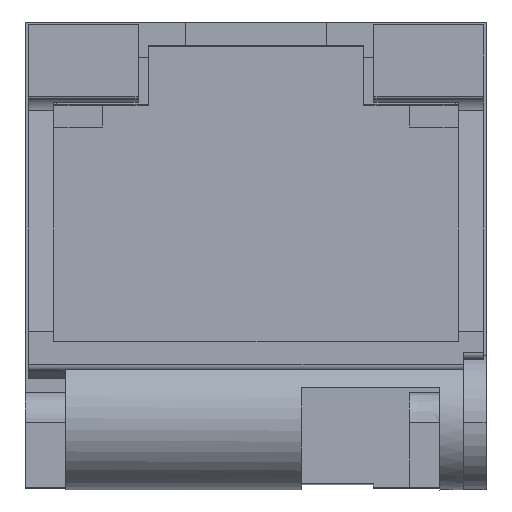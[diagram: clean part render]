
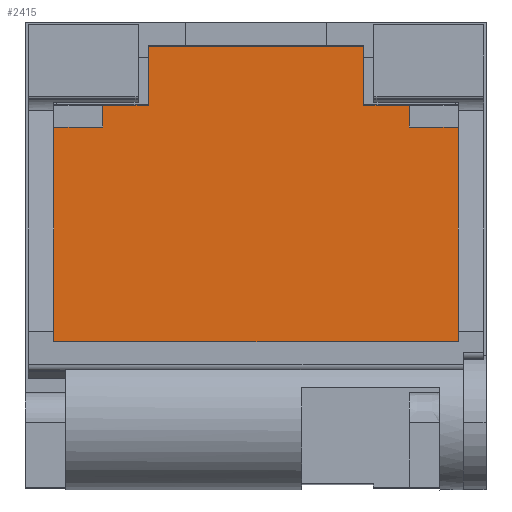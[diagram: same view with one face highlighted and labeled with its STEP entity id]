
A CAD part, top view. The second image highlights one B-rep face of the part: STEP entity #2415.
In plain terms, the highlighted planar face has unit normal (0, 0, 1).
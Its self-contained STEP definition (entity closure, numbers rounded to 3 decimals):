
#2375=AXIS2_PLACEMENT_3D('Plane Axis2P3D',#2372,#2373,#2374) ;
#1137=CARTESIAN_POINT('Line Origine',(3.65,12.225,53.838)) ;
#1141=CARTESIAN_POINT('Vertex',(3.65,13.1,53.838)) ;
#1143=CARTESIAN_POINT('Vertex',(3.65,11.35,53.838)) ;
#1273=CARTESIAN_POINT('Vertex',(2.3,11.35,53.838)) ;
#1276=CARTESIAN_POINT('Line Origine',(2.975,11.35,53.838)) ;
#1328=CARTESIAN_POINT('Vertex',(0.85,10.7,53.838)) ;
#1342=CARTESIAN_POINT('Vertex',(0.85,4.313,53.838)) ;
#1345=CARTESIAN_POINT('Line Origine',(0.85,7.507,53.838)) ;
#1369=CARTESIAN_POINT('Vertex',(12.85,4.313,53.838)) ;
#1372=CARTESIAN_POINT('Line Origine',(6.85,4.313,53.838)) ;
#1403=CARTESIAN_POINT('Vertex',(12.85,10.7,53.838)) ;
#1406=CARTESIAN_POINT('Line Origine',(12.85,7.507,53.838)) ;
#1432=CARTESIAN_POINT('Vertex',(11.4,11.35,53.838)) ;
#1472=CARTESIAN_POINT('Vertex',(10.05,11.35,53.838)) ;
#1475=CARTESIAN_POINT('Line Origine',(10.725,11.35,53.838)) ;
#1578=CARTESIAN_POINT('Vertex',(10.05,13.1,53.838)) ;
#1581=CARTESIAN_POINT('Line Origine',(10.05,12.225,53.838)) ;
#2354=CARTESIAN_POINT('Line Origine',(6.85,13.1,53.838)) ;
#2372=CARTESIAN_POINT('Axis2P3D Location',(2.212,6.624,53.838)) ;
#2377=CARTESIAN_POINT('Line Origine',(12.125,10.7,53.838)) ;
#2381=CARTESIAN_POINT('Vertex',(11.4,10.7,53.838)) ;
#2384=CARTESIAN_POINT('Line Origine',(11.4,11.025,53.838)) ;
#2389=CARTESIAN_POINT('Line Origine',(2.3,11.025,53.838)) ;
#2393=CARTESIAN_POINT('Vertex',(2.3,10.7,53.838)) ;
#2396=CARTESIAN_POINT('Line Origine',(1.575,10.7,53.838)) ;
#1138=DIRECTION('Vector Direction',(0.,1.,0.)) ;
#1277=DIRECTION('Vector Direction',(1.,0.,0.)) ;
#1346=DIRECTION('Vector Direction',(0.,-1.,0.)) ;
#1373=DIRECTION('Vector Direction',(1.,0.,0.)) ;
#1407=DIRECTION('Vector Direction',(0.,1.,0.)) ;
#1476=DIRECTION('Vector Direction',(-1.,0.,0.)) ;
#1582=DIRECTION('Vector Direction',(0.,-1.,0.)) ;
#2355=DIRECTION('Vector Direction',(1.,0.,0.)) ;
#2373=DIRECTION('Axis2P3D Direction',(0.,0.,1.)) ;
#2374=DIRECTION('Axis2P3D XDirection',(-1.,0.,0.)) ;
#2378=DIRECTION('Vector Direction',(-1.,0.,0.)) ;
#2385=DIRECTION('Vector Direction',(0.,-1.,0.)) ;
#2390=DIRECTION('Vector Direction',(0.,-1.,0.)) ;
#2397=DIRECTION('Vector Direction',(-1.,0.,0.)) ;
#1139=VECTOR('Line Direction',#1138,1.) ;
#1278=VECTOR('Line Direction',#1277,1.) ;
#1347=VECTOR('Line Direction',#1346,1.) ;
#1374=VECTOR('Line Direction',#1373,1.) ;
#1408=VECTOR('Line Direction',#1407,1.) ;
#1477=VECTOR('Line Direction',#1476,1.) ;
#1583=VECTOR('Line Direction',#1582,1.) ;
#2356=VECTOR('Line Direction',#2355,1.) ;
#2379=VECTOR('Line Direction',#2378,1.) ;
#2386=VECTOR('Line Direction',#2385,1.) ;
#2391=VECTOR('Line Direction',#2390,1.) ;
#2398=VECTOR('Line Direction',#2397,1.) ;
#2402=ORIENTED_EDGE('',*,*,#1349,.T.) ;
#2403=ORIENTED_EDGE('',*,*,#1376,.T.) ;
#2404=ORIENTED_EDGE('',*,*,#1410,.T.) ;
#2405=ORIENTED_EDGE('',*,*,#2383,.T.) ;
#2406=ORIENTED_EDGE('',*,*,#2388,.F.) ;
#2407=ORIENTED_EDGE('',*,*,#1479,.T.) ;
#2408=ORIENTED_EDGE('',*,*,#1585,.T.) ;
#2409=ORIENTED_EDGE('',*,*,#2358,.T.) ;
#2410=ORIENTED_EDGE('',*,*,#1145,.T.) ;
#2411=ORIENTED_EDGE('',*,*,#1280,.T.) ;
#2412=ORIENTED_EDGE('',*,*,#2395,.T.) ;
#2413=ORIENTED_EDGE('',*,*,#2400,.T.) ;
#2415=ADVANCED_FACE('SFP',(#2414),#2376,.T.) ;
#1145=EDGE_CURVE('',#1142,#1144,#1140,.F.) ;
#1280=EDGE_CURVE('',#1144,#1274,#1279,.F.) ;
#1349=EDGE_CURVE('',#1329,#1343,#1348,.T.) ;
#1376=EDGE_CURVE('',#1343,#1370,#1375,.T.) ;
#1410=EDGE_CURVE('',#1370,#1404,#1409,.T.) ;
#1479=EDGE_CURVE('',#1433,#1473,#1478,.T.) ;
#1585=EDGE_CURVE('',#1473,#1579,#1584,.F.) ;
#2358=EDGE_CURVE('',#1579,#1142,#2357,.F.) ;
#2383=EDGE_CURVE('',#1404,#2382,#2380,.T.) ;
#2388=EDGE_CURVE('',#1433,#2382,#2387,.T.) ;
#2395=EDGE_CURVE('',#1274,#2394,#2392,.T.) ;
#2400=EDGE_CURVE('',#2394,#1329,#2399,.T.) ;
#2401=EDGE_LOOP('',(#2402,#2403,#2404,#2405,#2406,#2407,#2408,#2409,#2410,#2411,#2412,#2413)) ;
#2414=FACE_OUTER_BOUND('',#2401,.T.) ;
#1140=LINE('Line',#1137,#1139) ;
#1279=LINE('Line',#1276,#1278) ;
#1348=LINE('Line',#1345,#1347) ;
#1375=LINE('Line',#1372,#1374) ;
#1409=LINE('Line',#1406,#1408) ;
#1478=LINE('Line',#1475,#1477) ;
#1584=LINE('Line',#1581,#1583) ;
#2357=LINE('Line',#2354,#2356) ;
#2380=LINE('Line',#2377,#2379) ;
#2387=LINE('Line',#2384,#2386) ;
#2392=LINE('Line',#2389,#2391) ;
#2399=LINE('Line',#2396,#2398) ;
#2376=PLANE('',#2375) ;
#1142=VERTEX_POINT('',#1141) ;
#1144=VERTEX_POINT('',#1143) ;
#1274=VERTEX_POINT('',#1273) ;
#1329=VERTEX_POINT('',#1328) ;
#1343=VERTEX_POINT('',#1342) ;
#1370=VERTEX_POINT('',#1369) ;
#1404=VERTEX_POINT('',#1403) ;
#1433=VERTEX_POINT('',#1432) ;
#1473=VERTEX_POINT('',#1472) ;
#1579=VERTEX_POINT('',#1578) ;
#2382=VERTEX_POINT('',#2381) ;
#2394=VERTEX_POINT('',#2393) ;
